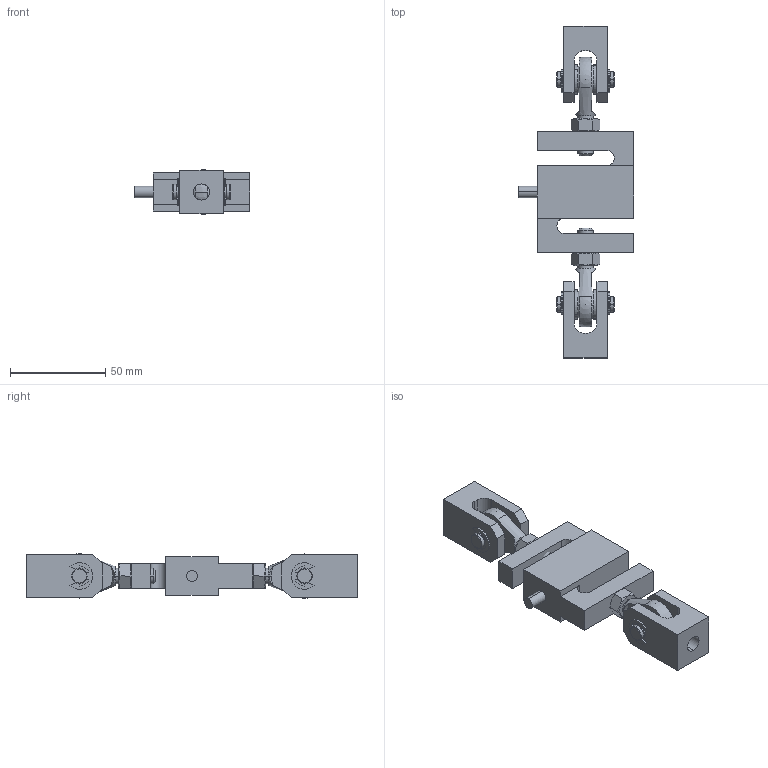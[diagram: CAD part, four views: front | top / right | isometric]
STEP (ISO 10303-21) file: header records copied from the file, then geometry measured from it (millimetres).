
FILE_DESCRIPTION (( 'STEP AP203' ), '1' );
FILE_NAME ('101M-5-50kg.STEP', '2020-09-15T03:37:36', ( '' ), ( '' ), 'SwSTEP 2.0', 'SolidWorks 2016', '' );
FILE_SCHEMA (( 'CONFIG_CONTROL_DESIGN' ));
Length unit declared in the file: millimetre
Products named in the file (11): 蟀諉輸101M-5-50kg; 換覜んSTC-5-50kg; _RRSE7; NTLOS8R_1_NTLOS8_1; _PVD8-24_pins; NTLOS8R_NTLOS8; NTLOS8R_2_NTLOS8_2; hex nuts, style 1-grades ab gb_GB_FASTENER_NUT_SNAB1 M8-N; small circular plain washer_jis_JIS B 1256 Small circular 8; PVD8-24; 101M-5-50kg
Assembly tree (18 placements, depth 3):
  101M-5-50kg
    換覜んSTC-5-50kg
    蟀諉輸101M-5-50kg  x2
    NTLOS8R_NTLOS8  x2
      NTLOS8R_1_NTLOS8_1
      NTLOS8R_2_NTLOS8_2
    PVD8-24  x2
      _PVD8-24_pins
      _RRSE7
    hex nuts, style 1-grades ab gb_GB_FASTENER_NUT_SNAB1 M8-N  x2
    small circular plain washer_jis_JIS B 1256 Small circular 8  x4
Bounding box: 60.8 x 174 x 23.5 mm (x, y, z)
Volume: 81731.8 mm3; surface area: 33658.6 mm2
Topology: 19 solids, 19 shells, 284 faces, 717 edges, 468 vertices
Faces by surface type: plane 127, cylinder 105, cone 40, sphere 12
Entity records: 5630 total; most frequent: CARTESIAN_POINT 960, DIRECTION 747, ORIENTED_EDGE 646, EDGE_CURVE 323, AXIS2_PLACEMENT_3D 290, VERTEX_POINT 211, LINE 167, VECTOR 167
